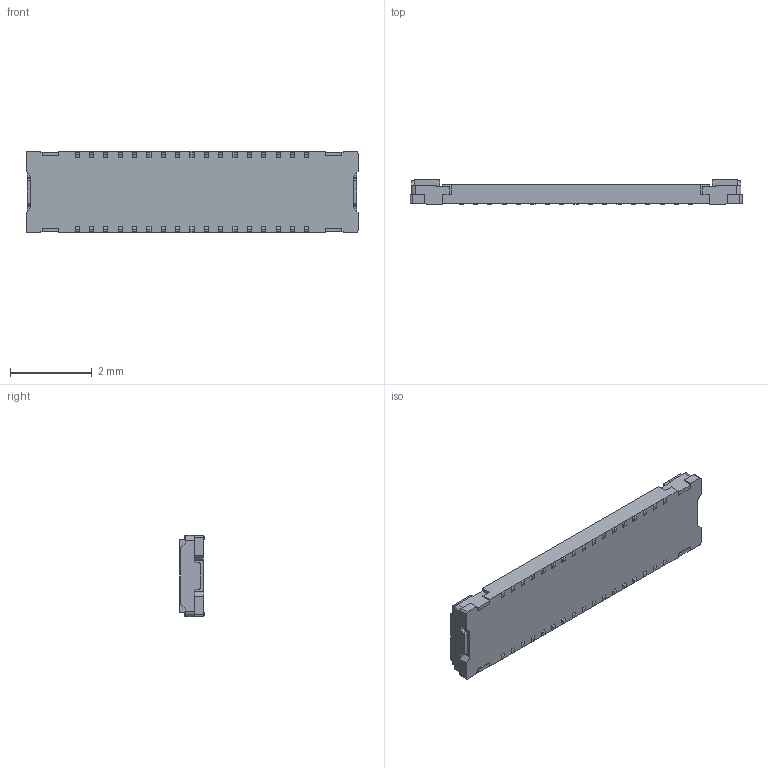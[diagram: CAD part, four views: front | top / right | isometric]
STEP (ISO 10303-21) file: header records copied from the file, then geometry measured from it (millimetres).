
FILE_DESCRIPTION((''),'2;1');
FILE_NAME('5046183412','2018-10-04T',('gga'),(''),'PRO/ENGINEER BY PARAMETRIC TECHNOLOGY CORPORATION, 2016010','PRO/ENGINEER BY PARAMETRIC TECHNOLOGY CORPORATION, 2016010','');
FILE_SCHEMA(('CONFIG_CONTROL_DESIGN'));
Length unit declared in the file: millimetre
Products named in the file (1): 5046183412
Bounding box: 8.1 x 0.6 x 2 mm (x, y, z)
Volume: 5.8 mm3; surface area: 55.4 mm2
Topology: 1 solids, 1 shells, 581 faces, 1556 edges, 1080 vertices
Faces by surface type: plane 463, cylinder 118
Entity records: 17779 total; most frequent: CARTESIAN_POINT 3066, DIRECTION 2956, ORIENTED_EDGE 2808, EDGE_CURVE 1404, VECTOR 1320, LINE 1320, VERTEX_POINT 928, AXIS2_PLACEMENT_3D 818
